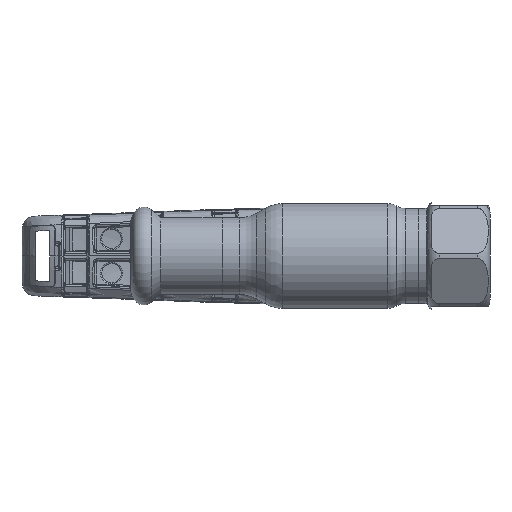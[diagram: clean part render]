
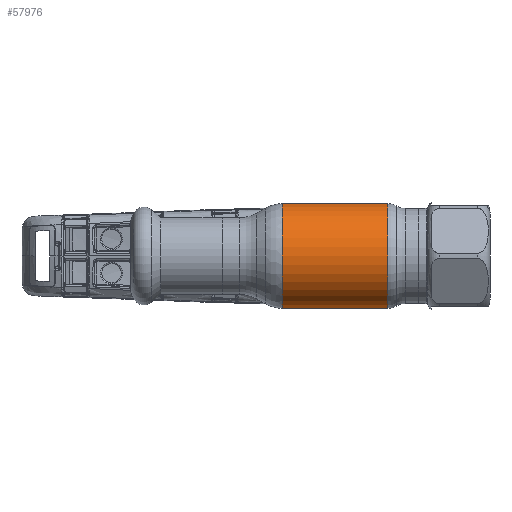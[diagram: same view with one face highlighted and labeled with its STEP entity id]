
A CAD part, front view. The second image highlights one B-rep face of the part: STEP entity #57976.
In plain terms, the highlighted cylindrical face has radius 12.5 mm (diameter 25 mm), a partial arc.
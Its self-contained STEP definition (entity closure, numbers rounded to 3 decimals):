
#275 = CIRCLE ( 'NONE', #2345, 12.5 ) ;
#2161 = CARTESIAN_POINT ( 'NONE',  ( -62.69, 0., 0. ) ) ;
#2345 = AXIS2_PLACEMENT_3D ( 'NONE', #56875, #46384, #36318 ) ;
#9397 = VERTEX_POINT ( 'NONE', #57750 ) ;
#9439 = EDGE_CURVE ( 'NONE', #16692, #10083, #56385, .T. ) ;
#10083 = VERTEX_POINT ( 'NONE', #63108 ) ;
#14221 = DIRECTION ( 'NONE',  ( 0., 0., 1. ) ) ;
#15437 = CARTESIAN_POINT ( 'NONE',  ( -62.69, 0., 12.5 ) ) ;
#16692 = VERTEX_POINT ( 'NONE', #24358 ) ;
#19815 = CARTESIAN_POINT ( 'NONE',  ( -12.606, 0., 12.5 ) ) ;
#22845 = ORIENTED_EDGE ( 'NONE', *, *, #33242, .F. ) ;
#23358 = DIRECTION ( 'NONE',  ( -1., 0., 0. ) ) ;
#24358 = CARTESIAN_POINT ( 'NONE',  ( 12.606, 0., -12.5 ) ) ;
#24690 = AXIS2_PLACEMENT_3D ( 'NONE', #54270, #64592, #14221 ) ;
#26337 = ORIENTED_EDGE ( 'NONE', *, *, #9439, .F. ) ;
#27763 = EDGE_CURVE ( 'NONE', #16692, #9397, #41667, .T. ) ;
#31357 = FACE_OUTER_BOUND ( 'NONE', #38197, .T. ) ;
#33242 = EDGE_CURVE ( 'NONE', #10083, #36128, #275, .T. ) ;
#33353 = AXIS2_PLACEMENT_3D ( 'NONE', #2161, #52725, #58201 ) ;
#34188 = ORIENTED_EDGE ( 'NONE', *, *, #58602, .T. ) ;
#36128 = VERTEX_POINT ( 'NONE', #19815 ) ;
#36318 = DIRECTION ( 'NONE',  ( 0., 0., 1. ) ) ;
#38197 = EDGE_LOOP ( 'NONE', ( #26337, #49055, #34188, #22845 ) ) ;
#41489 = CYLINDRICAL_SURFACE ( 'NONE', #33353, 12.5 ) ;
#41492 = VECTOR ( 'NONE', #23358, 1000. ) ;
#41667 = CIRCLE ( 'NONE', #24690, 12.5 ) ;
#43500 = CARTESIAN_POINT ( 'NONE',  ( -62.69, 0., -12.5 ) ) ;
#46384 = DIRECTION ( 'NONE',  ( -1., 0., 0. ) ) ;
#49055 = ORIENTED_EDGE ( 'NONE', *, *, #27763, .T. ) ;
#52725 = DIRECTION ( 'NONE',  ( -1., 0., 0. ) ) ;
#54270 = CARTESIAN_POINT ( 'NONE',  ( 12.606, 0., 0. ) ) ;
#55909 = DIRECTION ( 'NONE',  ( -1., 0., 0. ) ) ;
#56385 = LINE ( 'NONE', #43500, #41492 ) ;
#56875 = CARTESIAN_POINT ( 'NONE',  ( -12.606, 0., 0. ) ) ;
#57750 = CARTESIAN_POINT ( 'NONE',  ( 12.606, 0., 12.5 ) ) ;
#57928 = LINE ( 'NONE', #15437, #58675 ) ;
#57976 = ADVANCED_FACE ( 'NONE', ( #31357 ), #41489, .T. ) ;
#58201 = DIRECTION ( 'NONE',  ( 0., 0., 1. ) ) ;
#58602 = EDGE_CURVE ( 'NONE', #9397, #36128, #57928, .T. ) ;
#58675 = VECTOR ( 'NONE', #55909, 1000. ) ;
#63108 = CARTESIAN_POINT ( 'NONE',  ( -12.606, 0., -12.5 ) ) ;
#64592 = DIRECTION ( 'NONE',  ( -1., 0., 0. ) ) ;
